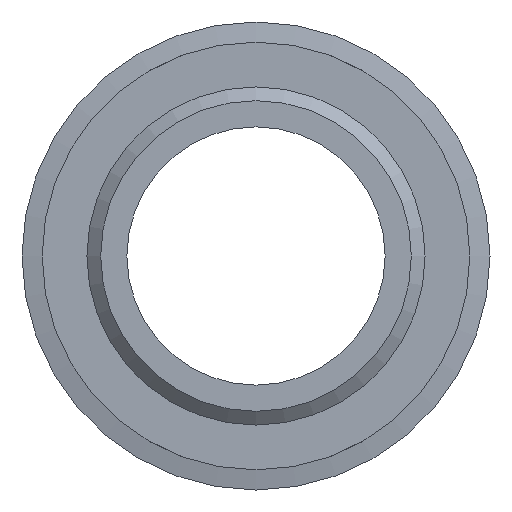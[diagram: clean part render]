
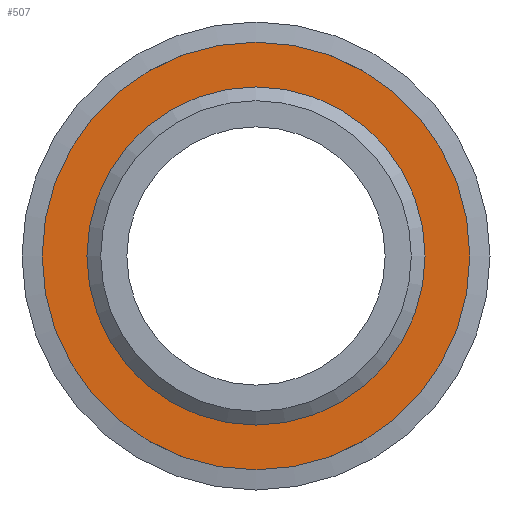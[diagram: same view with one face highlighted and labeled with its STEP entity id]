
A CAD part, left-side view. The second image highlights one B-rep face of the part: STEP entity #507.
In plain terms, the highlighted planar face has unit normal (-1, 0, 0).
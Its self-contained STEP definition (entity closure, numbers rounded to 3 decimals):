
#329=CARTESIAN_POINT('',(20.,-26.5,0.0));
#330=VERTEX_POINT('',#329);
#331=CARTESIAN_POINT('',(20.,0.0,0.0));
#332=DIRECTION('',(-1.0,0.0,0.0));
#333=DIRECTION('',(0.0,-1.0,0.0));
#334=AXIS2_PLACEMENT_3D('',#331,#332,#333);
#335=CIRCLE('',#334,26.5);
#336=EDGE_CURVE('',#330,#330,#335,.T.);
#488=CARTESIAN_POINT('',(20.0,-22.875,0.0));
#489=DIRECTION('',(-1.0,0.0,0.0));
#490=DIRECTION('',(0.0,0.0,1.0));
#491=AXIS2_PLACEMENT_3D('',#488,#489,#490);
#492=PLANE('',#491);
#493=ORIENTED_EDGE('',*,*,#336,.T.);
#494=EDGE_LOOP('',(#493));
#495=FACE_OUTER_BOUND('',#494,.T.);
#496=CARTESIAN_POINT('',(20.0,-19.25,0.0));
#497=VERTEX_POINT('',#496);
#498=CARTESIAN_POINT('',(20.0,0.0,0.0));
#499=DIRECTION('',(-1.0,0.0,0.0));
#500=DIRECTION('',(0.0,-1.0,0.0));
#501=AXIS2_PLACEMENT_3D('',#498,#499,#500);
#502=CIRCLE('',#501,19.25);
#503=EDGE_CURVE('',#497,#497,#502,.T.);
#504=ORIENTED_EDGE('',*,*,#503,.F.);
#505=EDGE_LOOP('',(#504));
#506=FACE_BOUND('',#505,.T.);
#507=ADVANCED_FACE('',(#495,#506),#492,.T.);
